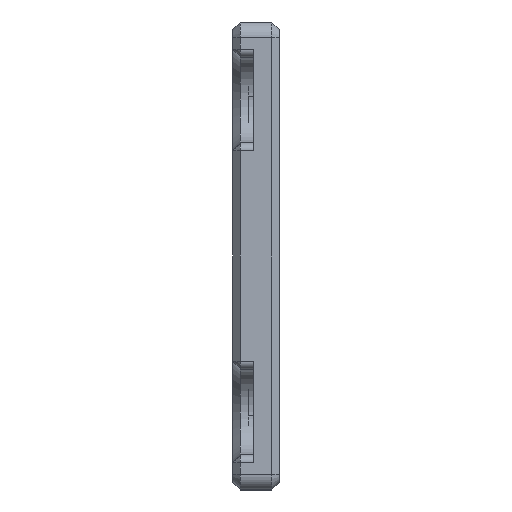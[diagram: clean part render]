
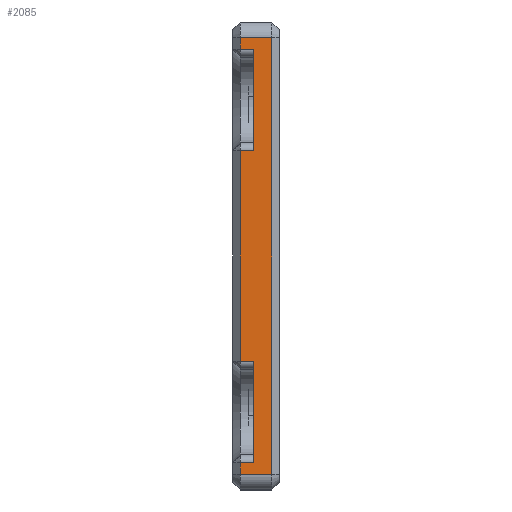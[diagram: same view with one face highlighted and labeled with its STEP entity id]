
A CAD part, left-side view. The second image highlights one B-rep face of the part: STEP entity #2085.
In plain terms, the highlighted planar face has unit normal (-1, 0, 0).
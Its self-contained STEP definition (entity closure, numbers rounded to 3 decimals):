
#13 = EDGE_CURVE ( 'NONE', #835, #5577, #2506, .T. ) ;
#107 = VERTEX_POINT ( 'NONE', #1277 ) ;
#158 = VECTOR ( 'NONE', #1803, 1000. ) ;
#227 = CARTESIAN_POINT ( 'NONE',  ( -230., 3., -28. ) ) ;
#241 = CARTESIAN_POINT ( 'NONE',  ( -230., 3., 30. ) ) ;
#257 = DIRECTION ( 'NONE',  ( 0., 0., -1. ) ) ;
#402 = LINE ( 'NONE', #2239, #3321 ) ;
#545 = LINE ( 'NONE', #2383, #724 ) ;
#587 = ORIENTED_EDGE ( 'NONE', *, *, #2880, .T. ) ;
#628 = ORIENTED_EDGE ( 'NONE', *, *, #1705, .T. ) ;
#633 = LINE ( 'NONE', #5702, #5917 ) ;
#724 = VECTOR ( 'NONE', #4221, 1000. ) ;
#737 = VERTEX_POINT ( 'NONE', #1086 ) ;
#740 = EDGE_LOOP ( 'NONE', ( #4140, #4374, #5631, #832, #587, #4652, #4094, #3699, #628, #914, #3519, #3217 ) ) ;
#831 = LINE ( 'NONE', #4508, #979 ) ;
#832 = ORIENTED_EDGE ( 'NONE', *, *, #4050, .T. ) ;
#835 = VERTEX_POINT ( 'NONE', #1117 ) ;
#914 = ORIENTED_EDGE ( 'NONE', *, *, #3055, .T. ) ;
#979 = VECTOR ( 'NONE', #2213, 1000. ) ;
#1086 = CARTESIAN_POINT ( 'NONE',  ( -230., 2., -26.5 ) ) ;
#1094 = VECTOR ( 'NONE', #3040, 1000. ) ;
#1117 = CARTESIAN_POINT ( 'NONE',  ( -230., 2., -28. ) ) ;
#1211 = VERTEX_POINT ( 'NONE', #2022 ) ;
#1231 = DIRECTION ( 'NONE',  ( 0., 0., -1. ) ) ;
#1232 = VERTEX_POINT ( 'NONE', #1630 ) ;
#1277 = CARTESIAN_POINT ( 'NONE',  ( -230., 2., 13.5 ) ) ;
#1353 = LINE ( 'NONE', #5037, #2228 ) ;
#1630 = CARTESIAN_POINT ( 'NONE',  ( -230., 2., -13.5 ) ) ;
#1705 = EDGE_CURVE ( 'NONE', #1232, #1211, #5401, .T. ) ;
#1725 = CARTESIAN_POINT ( 'NONE',  ( -230., 0.3, 13.5 ) ) ;
#1753 = VECTOR ( 'NONE', #2478, 1000. ) ;
#1803 = DIRECTION ( 'NONE',  ( 0., 0., -1. ) ) ;
#1829 = VECTOR ( 'NONE', #2654, 1000. ) ;
#1910 = LINE ( 'NONE', #3038, #4819 ) ;
#2022 = CARTESIAN_POINT ( 'NONE',  ( -230., 0.3, -13.5 ) ) ;
#2050 = EDGE_CURVE ( 'NONE', #3768, #107, #633, .T. ) ;
#2085 = ADVANCED_FACE ( 'NONE', ( #2582 ), #5729, .F. ) ;
#2213 = DIRECTION ( 'NONE',  ( 0., 0., -1. ) ) ;
#2228 = VECTOR ( 'NONE', #4583, 1000. ) ;
#2239 = CARTESIAN_POINT ( 'NONE',  ( -230., 3., 28. ) ) ;
#2289 = EDGE_CURVE ( 'NONE', #3145, #3768, #5490, .T. ) ;
#2343 = CARTESIAN_POINT ( 'NONE',  ( -230., 2., 28. ) ) ;
#2383 = CARTESIAN_POINT ( 'NONE',  ( -230., -2., 30. ) ) ;
#2431 = EDGE_CURVE ( 'NONE', #5577, #3806, #545, .T. ) ;
#2478 = DIRECTION ( 'NONE',  ( 0., -1., 0. ) ) ;
#2506 = LINE ( 'NONE', #227, #1753 ) ;
#2582 = FACE_OUTER_BOUND ( 'NONE', #740, .T. ) ;
#2622 = LINE ( 'NONE', #5399, #1829 ) ;
#2654 = DIRECTION ( 'NONE',  ( 0., 0., -1. ) ) ;
#2791 = CARTESIAN_POINT ( 'NONE',  ( -230., -2., -28. ) ) ;
#2880 = EDGE_CURVE ( 'NONE', #3136, #3145, #1353, .T. ) ;
#2908 = CARTESIAN_POINT ( 'NONE',  ( -230., 2., 26.5 ) ) ;
#2996 = VECTOR ( 'NONE', #257, 1000. ) ;
#3038 = CARTESIAN_POINT ( 'NONE',  ( -230., 3., -26.5 ) ) ;
#3040 = DIRECTION ( 'NONE',  ( 0., -1., 0. ) ) ;
#3055 = EDGE_CURVE ( 'NONE', #1211, #3269, #3083, .T. ) ;
#3060 = VECTOR ( 'NONE', #3327, 1000. ) ;
#3083 = LINE ( 'NONE', #3603, #2996 ) ;
#3136 = VERTEX_POINT ( 'NONE', #4450 ) ;
#3145 = VERTEX_POINT ( 'NONE', #3997 ) ;
#3183 = EDGE_CURVE ( 'NONE', #737, #835, #831, .T. ) ;
#3217 = ORIENTED_EDGE ( 'NONE', *, *, #3183, .T. ) ;
#3220 = CARTESIAN_POINT ( 'NONE',  ( -230., 0.3, 30. ) ) ;
#3225 = AXIS2_PLACEMENT_3D ( 'NONE', #241, #4373, #1231 ) ;
#3269 = VERTEX_POINT ( 'NONE', #4602 ) ;
#3321 = VECTOR ( 'NONE', #4722, 1000. ) ;
#3327 = DIRECTION ( 'NONE',  ( 0., 0., -1. ) ) ;
#3403 = DIRECTION ( 'NONE',  ( 0., 1., 0. ) ) ;
#3493 = DIRECTION ( 'NONE',  ( 0., 1., 0. ) ) ;
#3519 = ORIENTED_EDGE ( 'NONE', *, *, #4096, .T. ) ;
#3603 = CARTESIAN_POINT ( 'NONE',  ( -230., 0.3, 30. ) ) ;
#3613 = EDGE_CURVE ( 'NONE', #3806, #3920, #402, .T. ) ;
#3699 = ORIENTED_EDGE ( 'NONE', *, *, #4297, .T. ) ;
#3768 = VERTEX_POINT ( 'NONE', #1725 ) ;
#3806 = VERTEX_POINT ( 'NONE', #5773 ) ;
#3920 = VERTEX_POINT ( 'NONE', #2343 ) ;
#3997 = CARTESIAN_POINT ( 'NONE',  ( -230., 0.3, 26.5 ) ) ;
#4050 = EDGE_CURVE ( 'NONE', #3920, #3136, #4711, .T. ) ;
#4094 = ORIENTED_EDGE ( 'NONE', *, *, #2050, .T. ) ;
#4096 = EDGE_CURVE ( 'NONE', #3269, #737, #1910, .T. ) ;
#4140 = ORIENTED_EDGE ( 'NONE', *, *, #13, .T. ) ;
#4221 = DIRECTION ( 'NONE',  ( 0., 0., 1. ) ) ;
#4297 = EDGE_CURVE ( 'NONE', #107, #1232, #2622, .T. ) ;
#4373 = DIRECTION ( 'NONE',  ( 1., 0., 0. ) ) ;
#4374 = ORIENTED_EDGE ( 'NONE', *, *, #2431, .T. ) ;
#4450 = CARTESIAN_POINT ( 'NONE',  ( -230., 2., 26.5 ) ) ;
#4508 = CARTESIAN_POINT ( 'NONE',  ( -230., 2., -28. ) ) ;
#4583 = DIRECTION ( 'NONE',  ( 0., -1., 0. ) ) ;
#4602 = CARTESIAN_POINT ( 'NONE',  ( -230., 0.3, -26.5 ) ) ;
#4652 = ORIENTED_EDGE ( 'NONE', *, *, #2289, .T. ) ;
#4711 = LINE ( 'NONE', #2908, #3060 ) ;
#4722 = DIRECTION ( 'NONE',  ( 0., 1., 0. ) ) ;
#4819 = VECTOR ( 'NONE', #3493, 1000. ) ;
#5037 = CARTESIAN_POINT ( 'NONE',  ( -230., 3., 26.5 ) ) ;
#5399 = CARTESIAN_POINT ( 'NONE',  ( -230., 2., -13.5 ) ) ;
#5401 = LINE ( 'NONE', #5823, #1094 ) ;
#5490 = LINE ( 'NONE', #3220, #158 ) ;
#5577 = VERTEX_POINT ( 'NONE', #2791 ) ;
#5631 = ORIENTED_EDGE ( 'NONE', *, *, #3613, .T. ) ;
#5702 = CARTESIAN_POINT ( 'NONE',  ( -230., 3., 13.5 ) ) ;
#5729 = PLANE ( 'NONE',  #3225 ) ;
#5773 = CARTESIAN_POINT ( 'NONE',  ( -230., -2., 28. ) ) ;
#5823 = CARTESIAN_POINT ( 'NONE',  ( -230., 3., -13.5 ) ) ;
#5917 = VECTOR ( 'NONE', #3403, 1000. ) ;
